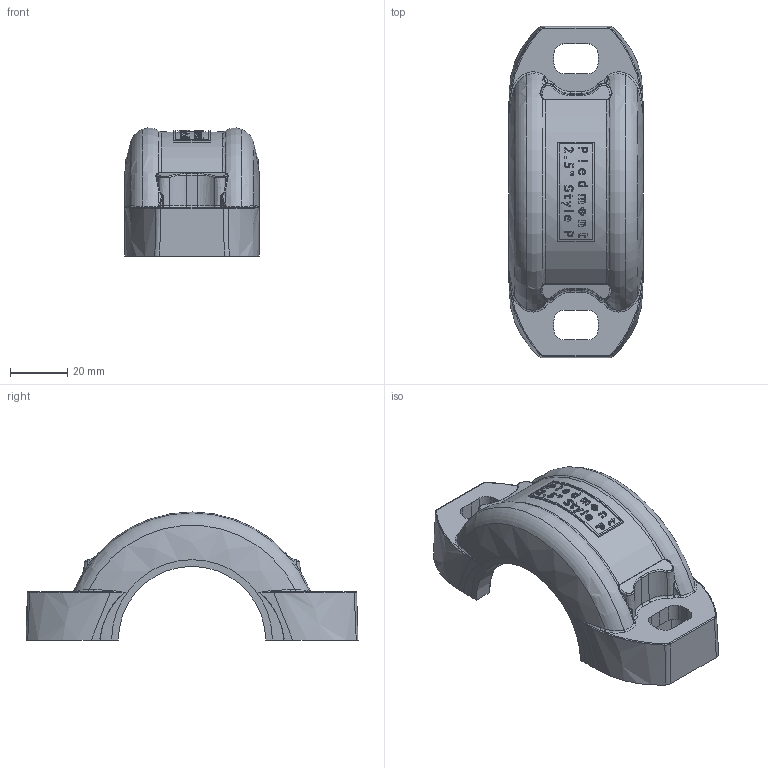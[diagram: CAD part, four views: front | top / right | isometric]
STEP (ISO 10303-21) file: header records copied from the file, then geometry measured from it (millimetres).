
FILE_DESCRIPTION(/* description */ (''),/* implementation_level */ '2;1');
FILE_NAME(/* name */ 'StyleP_2.5inches.stp',/* time_stamp */ '2015-03-17T09:24:27-04:00',/* author */ ('Abdullah.Hafiz'),/* organization */ (''),/* preprocessor_version */ 'ST-DEVELOPER v15.6',/* originating_system */ 'Autodesk Inventor 2015',/* authorisation */ '');
FILE_SCHEMA (('AUTOMOTIVE_DESIGN { 1 0 10303 214 3 1 1 }'));
Length unit declared in the file: inch
Products named in the file (1): StyleP_2.5inches
Bounding box: 47.24 x 116.45 x 44.94 mm (x, y, z)
Volume: 76516.8 mm3; surface area: 21270.2 mm2
Topology: 1 solids, 1 shells, 538 faces, 1404 edges, 896 vertices
Faces by surface type: bspline 262, plane 182, cylinder 72, torus 16, cone 6
Entity records: 21691 total; most frequent: CARTESIAN_POINT 9946, ORIENTED_EDGE 2800, DIRECTION 1818, EDGE_CURVE 1400, VERTEX_POINT 896, AXIS2_PLACEMENT_3D 641, EDGE_LOOP 574, FACE_OUTER_BOUND 538
